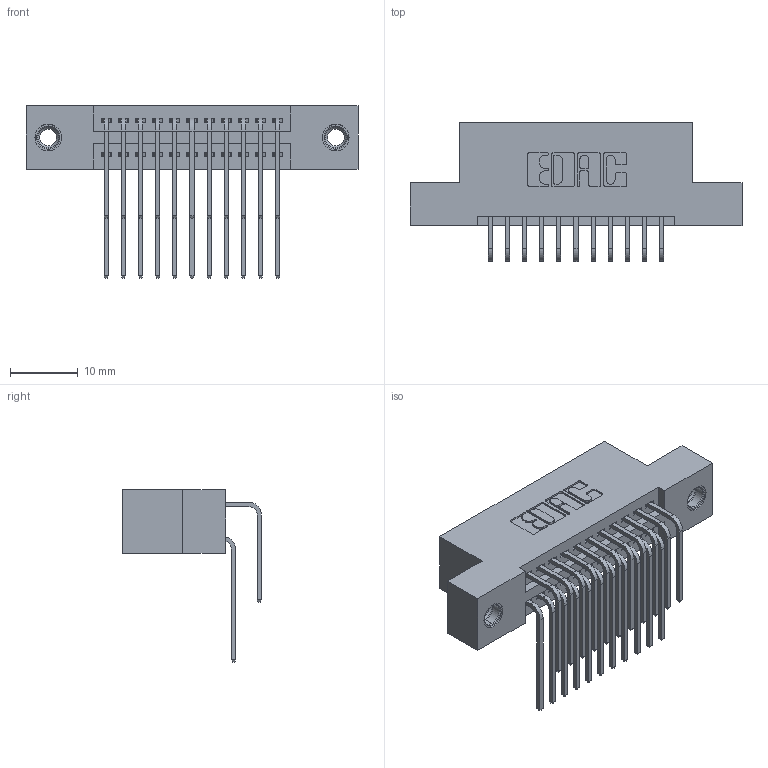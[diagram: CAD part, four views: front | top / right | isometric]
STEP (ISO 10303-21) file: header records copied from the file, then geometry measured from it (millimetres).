
FILE_DESCRIPTION (( 'STEP AP203' ), '1' );
FILE_NAME ('395-022-559-207.STEP', '2018-11-08T06:29:17', ( '' ), ( '' ), 'SwSTEP 2.0', 'SolidWorks 2016', '' );
FILE_SCHEMA (( 'CONFIG_CONTROL_DESIGN' ));
Length unit declared in the file: inch
Products named in the file (5): 345-292-001_559 Tail - 2; 345-292-001_558 559 Tail - 1; 395-022-559-207; 345 Part_Flush Mounting Lugs - 0.156 Dia-TI; 345-250-001_345-250-005-103
Assembly tree (25 placements, depth 2):
  395-022-559-207
    345 Part_Flush Mounting Lugs - 0.156 Dia-TI
    345-292-001_558 559 Tail - 1  x11
    345-292-001_559 Tail - 2  x11
    345-250-001_345-250-005-103  x2
Bounding box: 49.15 x 20.56 x 25.53 mm (x, y, z)
Volume: 4600 mm3; surface area: 6823.9 mm2
Topology: 25 solids, 25 shells, 1330 faces, 3887 edges, 2554 vertices
Faces by surface type: plane 882, cylinder 432, cone 12, torus 4
Entity records: 15642 total; most frequent: CARTESIAN_POINT 2678, ORIENTED_EDGE 2554, DIRECTION 2399, EDGE_CURVE 1277, LINE 1041, VECTOR 1041, VERTEX_POINT 844, AXIS2_PLACEMENT_3D 679
